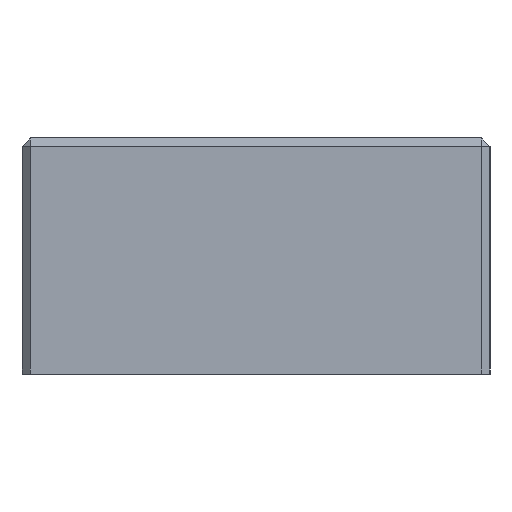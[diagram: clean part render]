
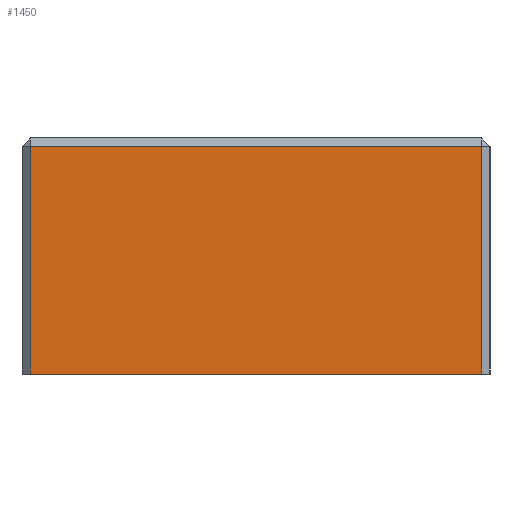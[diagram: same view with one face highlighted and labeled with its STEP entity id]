
A CAD part, left-side view. The second image highlights one B-rep face of the part: STEP entity #1450.
In plain terms, the highlighted planar face has unit normal (-1, 0, 0).
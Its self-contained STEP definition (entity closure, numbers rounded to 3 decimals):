
#240 = PLANE ( 'NONE',  #296 ) ;
#296 = AXIS2_PLACEMENT_3D ( 'NONE', #1870, #1056, #664 ) ;
#379 = VERTEX_POINT ( 'NONE', #755 ) ;
#495 = CARTESIAN_POINT ( 'NONE',  ( -46.39, 27.75, 22.642 ) ) ;
#552 = EDGE_CURVE ( 'NONE', #1048, #379, #1049, .T. ) ;
#606 = EDGE_CURVE ( 'NONE', #1048, #1695, #2057, .T. ) ;
#664 = DIRECTION ( 'NONE',  ( 0., 0., 1. ) ) ;
#743 = CARTESIAN_POINT ( 'NONE',  ( -46.39, 28.75, 22.642 ) ) ;
#755 = CARTESIAN_POINT ( 'NONE',  ( -46.39, -27.75, 22.642 ) ) ;
#844 = EDGE_LOOP ( 'NONE', ( #2356, #852, #2258, #2245 ) ) ;
#852 = ORIENTED_EDGE ( 'NONE', *, *, #905, .T. ) ;
#898 = DIRECTION ( 'NONE',  ( 0., 1., 0. ) ) ;
#905 = EDGE_CURVE ( 'NONE', #1811, #1695, #2235, .T. ) ;
#1048 = VERTEX_POINT ( 'NONE', #2315 ) ;
#1049 = LINE ( 'NONE', #1612, #1735 ) ;
#1056 = DIRECTION ( 'NONE',  ( -1., 0., 0. ) ) ;
#1057 = CARTESIAN_POINT ( 'NONE',  ( -46.39, 27.75, -5.358 ) ) ;
#1209 = CARTESIAN_POINT ( 'NONE',  ( -46.39, -28.75, -5.358 ) ) ;
#1220 = DIRECTION ( 'NONE',  ( 0., 0., 1. ) ) ;
#1222 = VECTOR ( 'NONE', #2037, 1000. ) ;
#1450 = ADVANCED_FACE ( 'NONE', ( #1686 ), #240, .T. ) ;
#1573 = LINE ( 'NONE', #743, #2211 ) ;
#1612 = CARTESIAN_POINT ( 'NONE',  ( -46.39, -27.75, -183.825 ) ) ;
#1686 = FACE_OUTER_BOUND ( 'NONE', #844, .T. ) ;
#1695 = VERTEX_POINT ( 'NONE', #1057 ) ;
#1735 = VECTOR ( 'NONE', #1220, 1000. ) ;
#1811 = VERTEX_POINT ( 'NONE', #495 ) ;
#1836 = CARTESIAN_POINT ( 'NONE',  ( -46.39, 27.75, -183.825 ) ) ;
#1870 = CARTESIAN_POINT ( 'NONE',  ( -46.39, 28.75, -183.825 ) ) ;
#2037 = DIRECTION ( 'NONE',  ( 0., 0., -1. ) ) ;
#2057 = LINE ( 'NONE', #1209, #2307 ) ;
#2144 = DIRECTION ( 'NONE',  ( 0., 1., 0. ) ) ;
#2211 = VECTOR ( 'NONE', #2144, 1000. ) ;
#2235 = LINE ( 'NONE', #1836, #1222 ) ;
#2245 = ORIENTED_EDGE ( 'NONE', *, *, #552, .T. ) ;
#2258 = ORIENTED_EDGE ( 'NONE', *, *, #606, .F. ) ;
#2307 = VECTOR ( 'NONE', #898, 1000. ) ;
#2315 = CARTESIAN_POINT ( 'NONE',  ( -46.39, -27.75, -5.358 ) ) ;
#2328 = EDGE_CURVE ( 'NONE', #379, #1811, #1573, .T. ) ;
#2356 = ORIENTED_EDGE ( 'NONE', *, *, #2328, .T. ) ;
